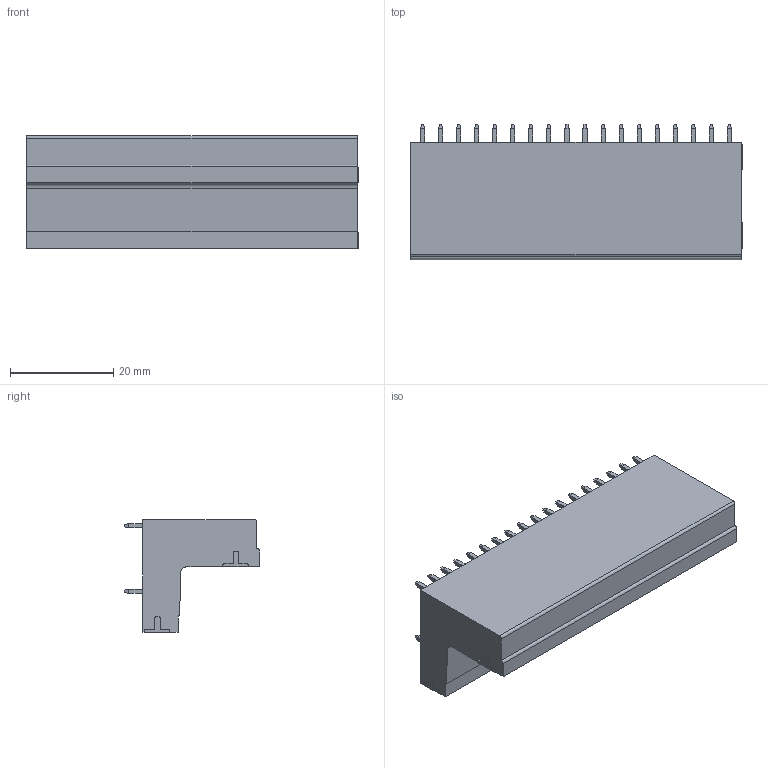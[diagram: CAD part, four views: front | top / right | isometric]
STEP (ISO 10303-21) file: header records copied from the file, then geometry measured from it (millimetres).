
FILE_DESCRIPTION((''),'2;1');
FILE_NAME('TLPHDC-005R-XXP','2024-09-23T15:05:39',('sheji109'),(''),'CREO PARAMETRIC BY PTC INC, 2018100','CREO PARAMETRIC BY PTC INC, 2018100','');
FILE_SCHEMA(('CONFIG_CONTROL_DESIGN'));
Products named in the file (1): TLPHDC-005R-XXP
Bounding box: 64.4 x 26.2 x 21.9 mm (x, y, z)
Volume: 15141.2 mm3; surface area: 13489.5 mm2
Topology: 1 solids, 1 shells, 2762 faces, 7452 edges, 4836 vertices
Faces by surface type: plane 1951, cylinder 559, cone 180, torus 72
Entity records: 86032 total; most frequent: CARTESIAN_POINT 16166, ORIENTED_EDGE 14904, DIRECTION 13986, EDGE_CURVE 7452, VECTOR 5722, LINE 5722, VERTEX_POINT 4836, AXIS2_PLACEMENT_3D 4132
